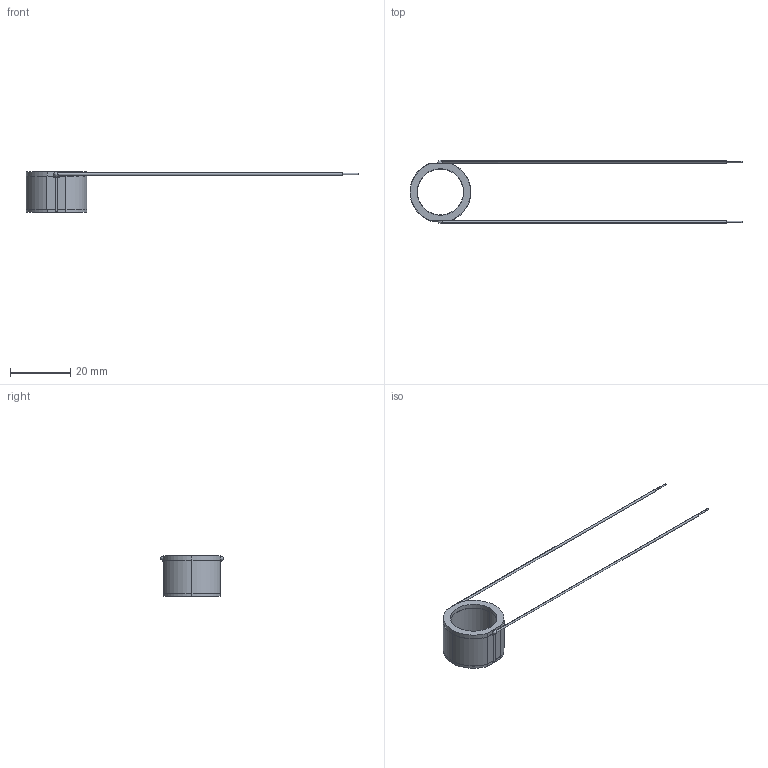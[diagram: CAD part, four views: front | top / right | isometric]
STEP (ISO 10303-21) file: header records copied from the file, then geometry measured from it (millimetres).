
FILE_DESCRIPTION (( 'STEP AP214' ), '1' );
FILE_NAME ('AER20x15.4x13.5DF.STEP', '2020-07-31T01:38:13', ( '' ), ( '' ), 'SwSTEP 2.0', 'SolidWorks 2020', '' );
FILE_SCHEMA (( 'AUTOMOTIVE_DESIGN' ));
Length unit declared in the file: millimetre
Products named in the file (1): AER20x15.4x13.5DF
Bounding box: 110.1 x 21 x 13.5 mm (x, y, z)
Volume: 1891.9 mm3; surface area: 2268.1 mm2
Topology: 1 solids, 1 shells, 74 faces, 204 edges, 133 vertices
Faces by surface type: plane 49, cylinder 23, bspline 2
Entity records: 3134 total; most frequent: CARTESIAN_POINT 522, ORIENTED_EDGE 402, DIRECTION 376, EDGE_CURVE 201, LINE 142, VECTOR 142, VERTEX_POINT 133, AXIS2_PLACEMENT_3D 117
